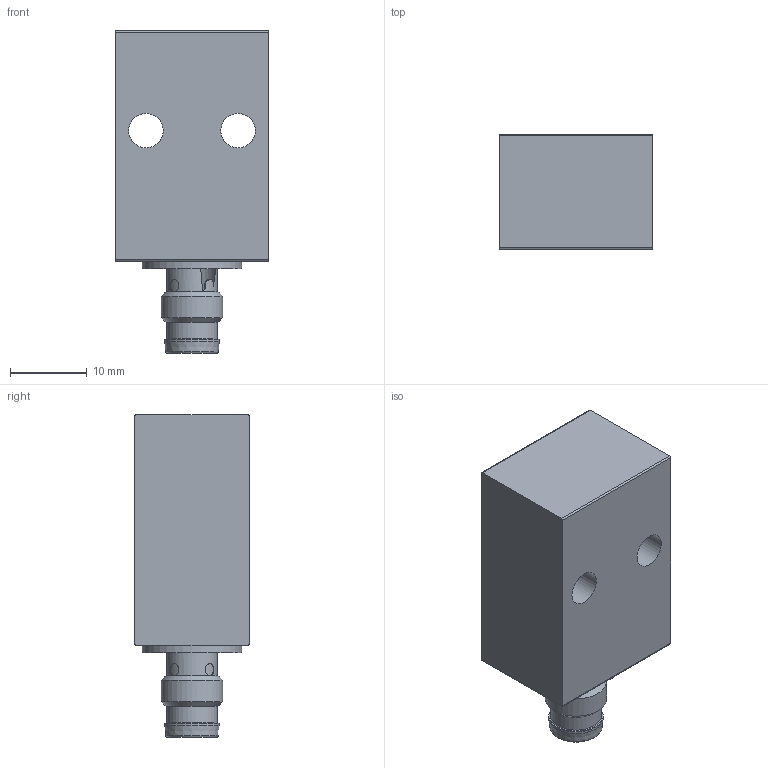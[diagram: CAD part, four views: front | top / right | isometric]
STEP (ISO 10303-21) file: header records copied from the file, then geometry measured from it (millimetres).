
FILE_DESCRIPTION(/* description */ ('STEP AP214'),/* implementation_level */ '2;1');
FILE_NAME(/* name */ '150491_SIES-V3B-PS-S-L',/* time_stamp */ '2024-09-15T06:28:12+02:00',/* author */ ('License CC BY-ND 4.0'),/* organization */ ('CADENAS'),/* preprocessor_version */ 'ST-DEVELOPER v19.3',/* originating_system */ 'PARTsolutions',/* authorisation */ ' ');
FILE_SCHEMA (('AUTOMOTIVE_DESIGN {1 0 10303 214 3 1 1}'));
Length unit declared in the file: millimetre
Products named in the file (1): 150491 SIES-V3B-PS-S-L
Bounding box: 20 x 15 x 42 mm (x, y, z)
Volume: 8964.6 mm3; surface area: 3505.6 mm2
Topology: 1 solids, 1 shells, 45 faces, 101 edges, 65 vertices
Faces by surface type: cylinder 24, plane 16, cone 3, torus 2
Full cylindrical faces by diameter (mm): 1 x3, 1.6 x4, 4.5 x2, 5.8 x1, 6.6 x2, 7.1 x1, 8 x1, 10 x1, 13 x1
Entity records: 1435 total; most frequent: CARTESIAN_POINT 242, DIRECTION 188, ORIENTED_EDGE 128, AXIS2_PLACEMENT_3D 86, EDGE_LOOP 80, FACE_BOUND 80, EDGE_CURVE 64, VERTEX_POINT 52
